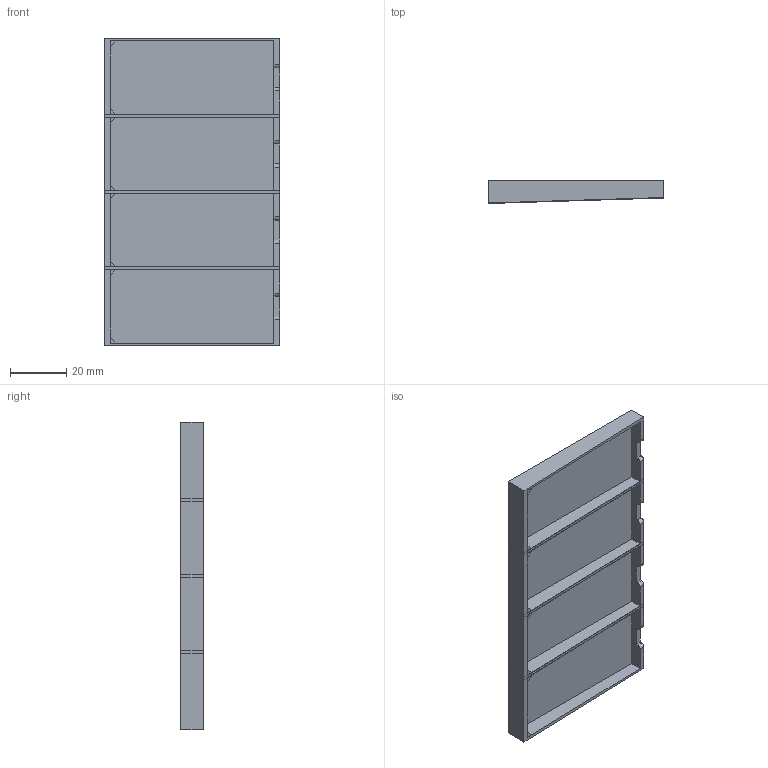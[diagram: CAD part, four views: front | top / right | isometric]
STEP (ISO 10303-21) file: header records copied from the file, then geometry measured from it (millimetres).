
FILE_DESCRIPTION(/* description */ (''),/* implementation_level */ '2;1');
FILE_NAME(/* name */ 'casier_dets_x4.step',/* time_stamp */ '2025-06-30T21:20:20+02:00',/* author */ (''),/* organization */ (''),/* preprocessor_version */ 'ST-DEVELOPER v20.1',/* originating_system */ 'Autodesk Translation Framework v14.10.0.0',/* authorisation */ '');
FILE_SCHEMA (('AUTOMOTIVE_DESIGN { 1 0 10303 214 3 1 1 }'));
Length unit declared in the file: millimetre
Products named in the file (1): casier_dets_x1
Bounding box: 62 x 7.97 x 109 mm (x, y, z)
Volume: 18364.3 mm3; surface area: 22312.3 mm2
Topology: 12 solids, 12 shells, 112 faces, 264 edges, 176 vertices
Faces by surface type: plane 96, cylinder 16
Entity records: 3202 total; most frequent: CARTESIAN_POINT 553, ORIENTED_EDGE 528, DIRECTION 522, EDGE_CURVE 264, LINE 232, VECTOR 232, VERTEX_POINT 176, AXIS2_PLACEMENT_3D 145
